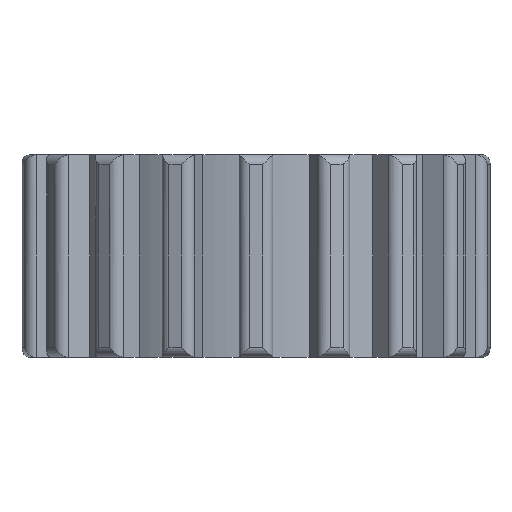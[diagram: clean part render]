
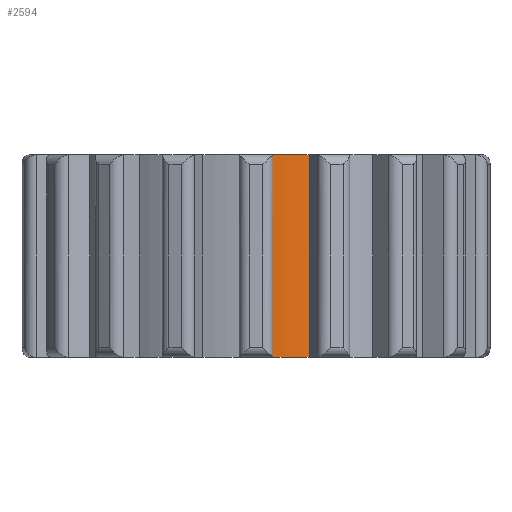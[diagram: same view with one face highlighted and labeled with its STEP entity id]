
A CAD part, front view. The second image highlights one B-rep face of the part: STEP entity #2594.
In plain terms, the highlighted cylindrical face has radius 12 mm (diameter 24 mm), a partial arc.
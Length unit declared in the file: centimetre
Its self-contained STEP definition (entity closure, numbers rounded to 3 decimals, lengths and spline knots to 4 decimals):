
#107 = CIRCLE ( 'NONE', #1743, 1.2 ) ;
#370 = EDGE_CURVE ( 'NONE', #3701, #586, #4012, .T. ) ;
#499 = CARTESIAN_POINT ( 'NONE',  ( 0.315, -1.1579, 3.5822 ) ) ;
#509 = ORIENTED_EDGE ( 'NONE', *, *, #3821, .T. ) ;
#515 = ORIENTED_EDGE ( 'NONE', *, *, #370, .T. ) ;
#586 = VERTEX_POINT ( 'NONE', #499 ) ;
#757 = EDGE_LOOP ( 'NONE', ( #4392, #515, #2601, #509 ) ) ;
#890 = CARTESIAN_POINT ( 'NONE',  ( 0., 0., 3.5822 ) ) ;
#1029 = EDGE_CURVE ( 'NONE', #3692, #586, #4475, .T. ) ;
#1180 = DIRECTION ( 'NONE',  ( -1., 0., 0. ) ) ;
#1186 = DIRECTION ( 'NONE',  ( 0., 0., -1. ) ) ;
#1743 = AXIS2_PLACEMENT_3D ( 'NONE', #2878, #4360, #3156 ) ;
#1842 = VECTOR ( 'NONE', #2174, 100. ) ;
#1856 = CARTESIAN_POINT ( 'NONE',  ( 0.1, -1.1958, 3.5822 ) ) ;
#1894 = CARTESIAN_POINT ( 'NONE',  ( 0., 0., 3.5822 ) ) ;
#2033 = VECTOR ( 'NONE', #1186, 100. ) ;
#2174 = DIRECTION ( 'NONE',  ( 0., 0., 1. ) ) ;
#2278 = FACE_OUTER_BOUND ( 'NONE', #757, .T. ) ;
#2469 = VERTEX_POINT ( 'NONE', #4008 ) ;
#2584 = CARTESIAN_POINT ( 'NONE',  ( 0.315, -1.1579, 2.3822 ) ) ;
#2594 = ADVANCED_FACE ( 'NONE', ( #2278 ), #3785, .T. ) ;
#2601 = ORIENTED_EDGE ( 'NONE', *, *, #1029, .F. ) ;
#2690 = AXIS2_PLACEMENT_3D ( 'NONE', #890, #3246, #3131 ) ;
#2878 = CARTESIAN_POINT ( 'NONE',  ( 0., 0., 2.3822 ) ) ;
#2922 = CARTESIAN_POINT ( 'NONE',  ( 0.315, -1.1579, 3.5822 ) ) ;
#3131 = DIRECTION ( 'NONE',  ( 1., 0., 0. ) ) ;
#3156 = DIRECTION ( 'NONE',  ( 1., 0., 0. ) ) ;
#3246 = DIRECTION ( 'NONE',  ( 0., 0., 1. ) ) ;
#3630 = EDGE_CURVE ( 'NONE', #2469, #3701, #107, .T. ) ;
#3692 = VERTEX_POINT ( 'NONE', #1856 ) ;
#3701 = VERTEX_POINT ( 'NONE', #2584 ) ;
#3785 = CYLINDRICAL_SURFACE ( 'NONE', #4162, 1.2 ) ;
#3821 = EDGE_CURVE ( 'NONE', #3692, #2469, #4524, .T. ) ;
#4008 = CARTESIAN_POINT ( 'NONE',  ( 0.1, -1.1958, 2.3822 ) ) ;
#4012 = LINE ( 'NONE', #2922, #1842 ) ;
#4161 = CARTESIAN_POINT ( 'NONE',  ( 0.1, -1.1958, 3.5822 ) ) ;
#4162 = AXIS2_PLACEMENT_3D ( 'NONE', #1894, #4183, #1180 ) ;
#4183 = DIRECTION ( 'NONE',  ( 0., 0., -1. ) ) ;
#4360 = DIRECTION ( 'NONE',  ( 0., 0., 1. ) ) ;
#4392 = ORIENTED_EDGE ( 'NONE', *, *, #3630, .T. ) ;
#4475 = CIRCLE ( 'NONE', #2690, 1.2 ) ;
#4524 = LINE ( 'NONE', #4161, #2033 ) ;
